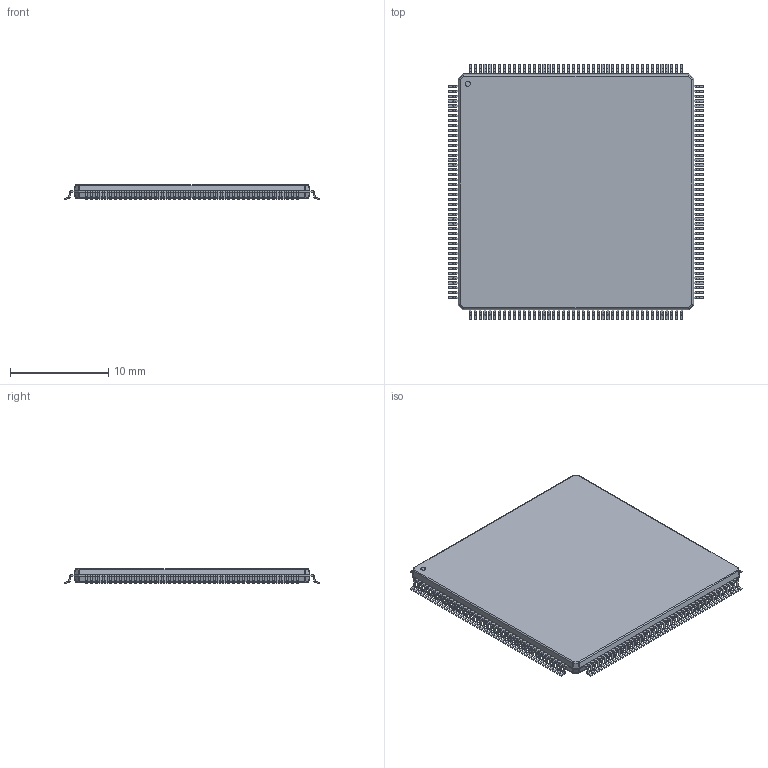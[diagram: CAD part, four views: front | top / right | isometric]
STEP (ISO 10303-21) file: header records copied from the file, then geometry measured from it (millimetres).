
FILE_DESCRIPTION((''),'2;1');
FILE_NAME('PGF0176A_ASM','2017-05-16T',('a0412086'),(''),'CREO PARAMETRIC BY PTC INC, 2016050','CREO PARAMETRIC BY PTC INC, 2016050','');
FILE_SCHEMA(('AUTOMOTIVE_DESIGN { 1 0 10303 214 1 1 1 1 }'));
Length unit declared in the file: millimetre
Products named in the file (3): BODY-QFP; LEAD-QFP; PGF0176A_ASM
Assembly tree (177 placements, depth 2):
  PGF0176A_ASM
    BODY-QFP
    LEAD-QFP  x176
Bounding box: 26.03 x 26.03 x 1.5 mm (x, y, z)
Volume: 804.7 mm3; surface area: 1452.1 mm2
Topology: 177 solids, 177 shells, 2549 faces, 6502 edges, 4308 vertices
Faces by surface type: plane 1787, cylinder 746, sphere 16
Entity records: 5448 total; most frequent: CARTESIAN_POINT 859, DIRECTION 804, ORIENTED_EDGE 404, AXIS2_PLACEMENT_3D 339, PRESENTATION_STYLE_ASSIGNMENT 204, STYLED_ITEM 204, CURVE_STYLE 202, EDGE_CURVE 202
